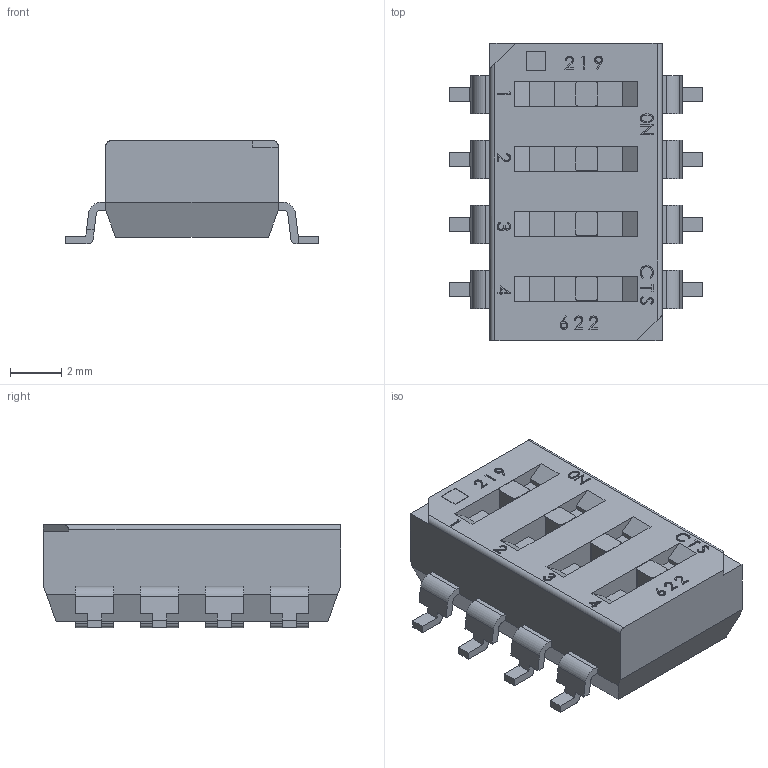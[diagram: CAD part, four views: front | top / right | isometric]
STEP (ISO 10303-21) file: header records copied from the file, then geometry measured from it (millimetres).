
FILE_DESCRIPTION(('FreeCAD Model'),'2;1');
FILE_NAME('219-4LPST.step','2019-07-12T16:51:11',('kicad StepUp'),( 'ksu MCAD'),'Open CASCADE STEP processor 7.3','FreeCAD','Unknown');
FILE_SCHEMA(('AUTOMOTIVE_DESIGN { 1 0 10303 214 1 1 1 1 }'));
Length unit declared in the file: millimetre
Products named in the file (1): 219-4LPST
Bounding box: 9.91 x 11.63 x 4.05 mm (x, y, z)
Volume: 284.1 mm3; surface area: 386.7 mm2
Topology: 1 solids, 1 shells, 421 faces, 1153 edges, 766 vertices
Faces by surface type: plane 290, bspline 89, cylinder 42
Entity records: 18172 total; most frequent: CARTESIAN_POINT 7996, ORIENTED_EDGE 2306, DIRECTION 1721, EDGE_CURVE 1153, LINE 891, VECTOR 891, VERTEX_POINT 766, FACE_BOUND 453
